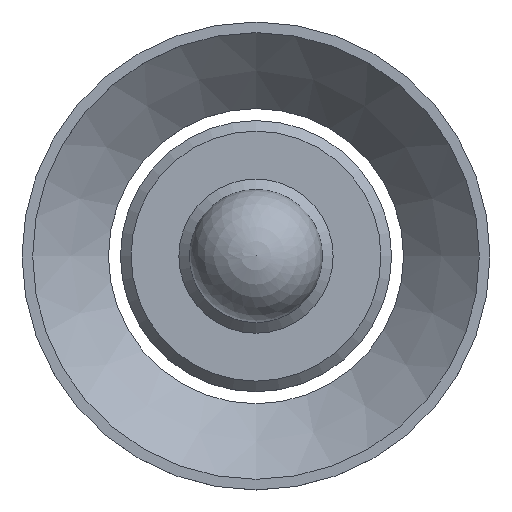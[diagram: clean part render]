
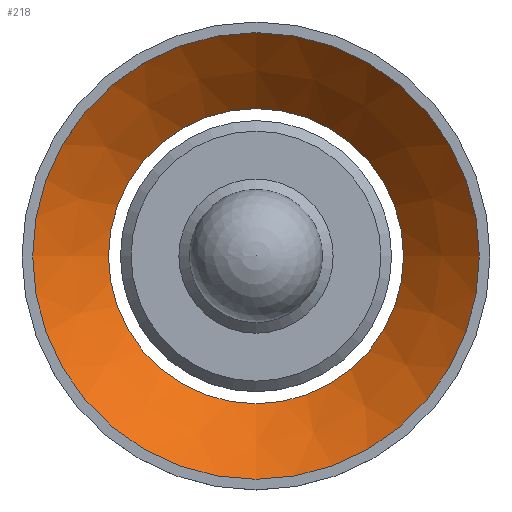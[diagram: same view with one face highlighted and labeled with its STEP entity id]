
A CAD part, top view. The second image highlights one B-rep face of the part: STEP entity #218.
In plain terms, the highlighted conical face has half-angle 44.454 degrees and reference radius 34.875 mm.
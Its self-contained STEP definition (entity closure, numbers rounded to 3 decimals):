
#46=FACE_OUTER_BOUND('',#63,.T.);
#63=EDGE_LOOP('',(#183,#184,#185,#186));
#75=LINE('',#395,#85);
#85=VECTOR('',#326,34.875);
#101=CIRCLE('',#260,27.75);
#102=CIRCLE('',#262,42.);
#118=VERTEX_POINT('',#390);
#119=VERTEX_POINT('',#394);
#140=EDGE_CURVE('',#118,#118,#101,.T.);
#141=EDGE_CURVE('',#118,#119,#75,.T.);
#142=EDGE_CURVE('',#119,#119,#102,.T.);
#183=ORIENTED_EDGE('',*,*,#140,.T.);
#184=ORIENTED_EDGE('',*,*,#141,.T.);
#185=ORIENTED_EDGE('',*,*,#142,.F.);
#186=ORIENTED_EDGE('',*,*,#141,.F.);
#207=CONICAL_SURFACE('',#261,34.875,0.776);
#218=ADVANCED_FACE('',(#46),#207,.F.);
#260=AXIS2_PLACEMENT_3D('',#392,#322,#323);
#261=AXIS2_PLACEMENT_3D('',#393,#324,#325);
#262=AXIS2_PLACEMENT_3D('',#396,#327,#328);
#322=DIRECTION('center_axis',(0.,0.,-1.));
#323=DIRECTION('ref_axis',(1.,0.,0.));
#324=DIRECTION('center_axis',(0.,0.,1.));
#325=DIRECTION('ref_axis',(-1.,0.,0.));
#326=DIRECTION('',(0.7,0.,0.714));
#327=DIRECTION('center_axis',(0.,0.,-1.));
#328=DIRECTION('ref_axis',(1.,0.,0.));
#390=CARTESIAN_POINT('',(27.75,0.,4.));
#392=CARTESIAN_POINT('Origin',(0.,0.,4.));
#393=CARTESIAN_POINT('Origin',(0.,0.,11.262));
#394=CARTESIAN_POINT('',(42.,0.,18.524));
#395=CARTESIAN_POINT('',(34.875,0.,11.262));
#396=CARTESIAN_POINT('Origin',(0.,0.,18.524));
